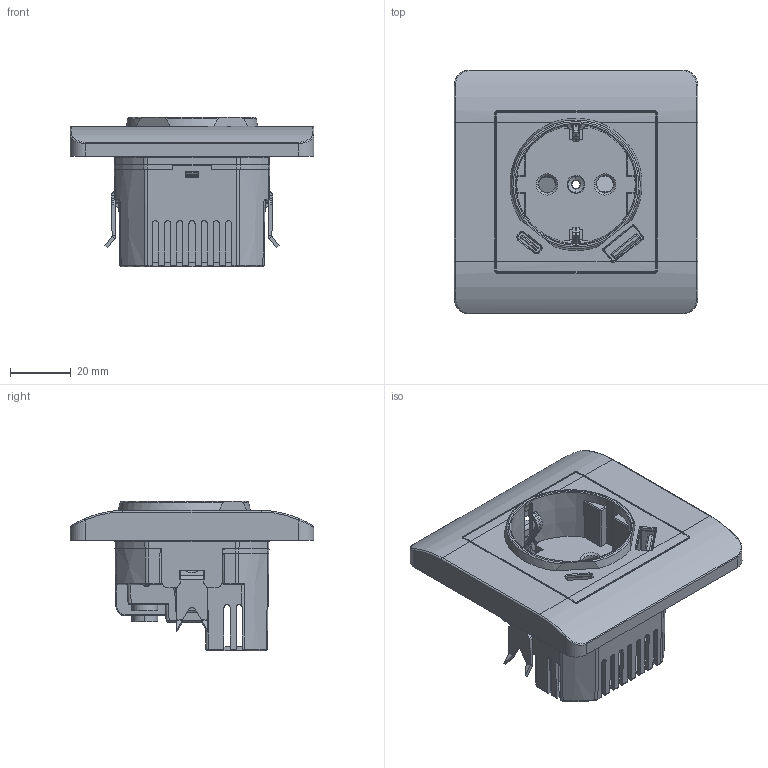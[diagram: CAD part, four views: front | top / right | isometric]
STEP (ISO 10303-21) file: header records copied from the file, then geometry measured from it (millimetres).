
FILE_DESCRIPTION((''),'2;1');
FILE_NAME('1G_GERMAN_SOCKET_WITH_USB_1108__ASM','2023-12-15T',('wznwsJS'),(''),'PRO/ENGINEER BY PARAMETRIC TECHNOLOGY CORPORATION, 2008380','PRO/ENGINEER BY PARAMETRIC TECHNOLOGY CORPORATION, 2008380','');
FILE_SCHEMA(('CONFIG_CONTROL_DESIGN'));
Length unit declared in the file: millimetre
Products named in the file (20): T_KJ_USB_5_3; 1G_GERMAN_SOCKET_USB_BASE_14_2; 1G_16A_GERMAN_SOCKET__USB_COVER; LM_A_2_1; 1G_16A_GREMAN_SOCKET_USB_PLATE_; GERMAN_SOCKET_SHUTTER_2_1; 1G_GERMAN_SOCKET_USB_ZJ_18_3; PCB_2_4_1; MOUNTING_CLAW_1_2_1; DS-LNCT_2_3_1; YXP-8X8_1_4_1; LS-M3-5X7_1_3_1; DSCT-ZJX_ASM_4_ASM_3_ASM_ASM_1_ASM; GERMAN_SOCKET_EARTH_CLIP-2_2_1; JD_LJP_2_1; YXB_7_2_3_1; USB-A_6_1; 1G_GERMAN_SOCKET_WITH_USB_ASM_6_ASM; ASM0012_ASM; 1G_GERMAN_SOCKET_WITH_USB_1108__ASM
Assembly tree (25 placements, depth 5):
  1G_GERMAN_SOCKET_WITH_USB_1108__ASM
    ASM0012_ASM
      1G_GERMAN_SOCKET_WITH_USB_ASM_6_ASM
        T_KJ_USB_5_3
        1G_GERMAN_SOCKET_USB_BASE_14_2
        1G_16A_GERMAN_SOCKET__USB_COVER
        LM_A_2_1  x3
        1G_16A_GREMAN_SOCKET_USB_PLATE_
        GERMAN_SOCKET_SHUTTER_2_1
        1G_GERMAN_SOCKET_USB_ZJ_18_3
        PCB_2_4_1
        MOUNTING_CLAW_1_2_1  x2
        DSCT-ZJX_ASM_4_ASM_3_ASM_ASM_1_ASM  x2
          DS-LNCT_2_3_1
          YXP-8X8_1_4_1
          LS-M3-5X7_1_3_1
        GERMAN_SOCKET_EARTH_CLIP-2_2_1
        JD_LJP_2_1
        LS-M3-5X7_1_3_1
        YXB_7_2_3_1
        USB-A_6_1
        YXP-8X8_1_4_1
Bounding box: 80 x 80 x 49 mm (x, y, z)
Volume: 44237.3 mm3; surface area: 72238.7 mm2
Topology: 24 solids, 24 shells, 3711 faces, 10257 edges, 6580 vertices
Faces by surface type: plane 1818, cylinder 1181, cone 268, bspline 199, torus 194, extrusion 31, sphere 20
Entity records: 119119 total; most frequent: CARTESIAN_POINT 35298, ORIENTED_EDGE 18122, DIRECTION 16891, EDGE_CURVE 9061, VERTEX_POINT 5838, AXIS2_PLACEMENT_3D 5709, VECTOR 5473, LINE 5442
